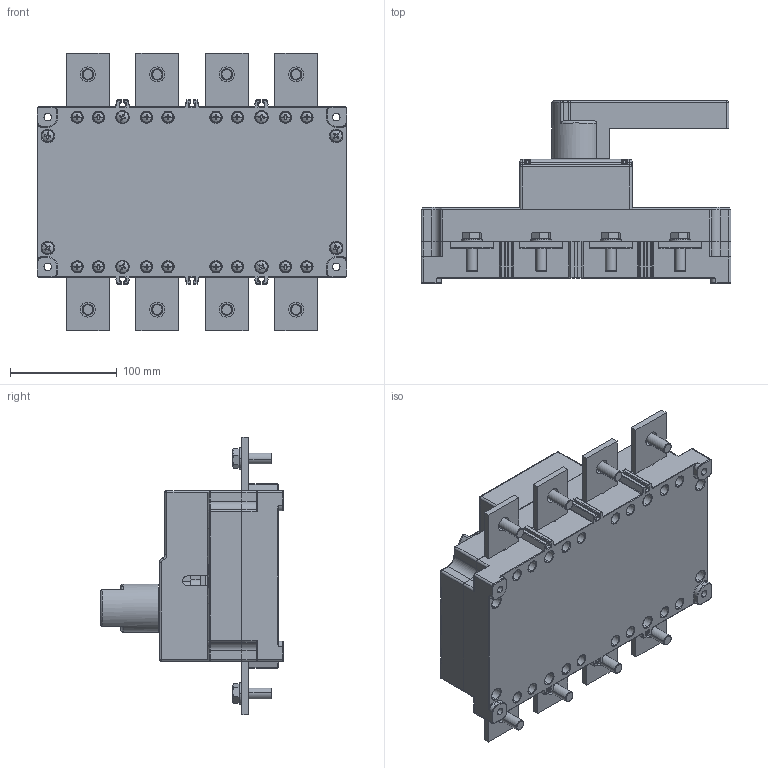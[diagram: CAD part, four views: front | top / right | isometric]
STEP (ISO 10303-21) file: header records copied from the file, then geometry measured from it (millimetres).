
FILE_DESCRIPTION((''),'2;1');
FILE_NAME('ASM0003_ASM','2025-08-29T10:49:03',('Administrator'),(''),'CREO PARAMETRIC BY PTC INC, 2021023','CREO PARAMETRIC BY PTC INC, 2021023','');
FILE_SCHEMA(('CONFIG_CONTROL_DESIGN'));
Products named in the file (30): PLAIN_WASHERS-N_SERIES-GR-114_1; PLAIN_WASHERS-N_SERIES-GR-314_1; CROSS_RECESSED_PAN_HEAD_SCREW_3; SPRING_LOCK_WASHERS--NORMAL_T_3; 63000_1_1_1_AF0; 63000_1_1_1_AF1; CROSS_RECESSED_PAN_HEAD_TAPPI_1; 63000_1_1_1_AF2; HEX_HEAD_BOLTS-FULL_THREAD_GR_1; 40000_1-9510_1_1_AF0; 40000_1-13307_1_1; 4000004_1_1_1; 63000_1_1_1_AF3; 300_1_1_1; 700_1_1_1; 100_1_1_1; 40000_ASM_1_ASM_1_1_ASM; 63000_1_1_1_AF4; 400-40_1_1_1_AF0; 63000_1_1_1_AF5; 4000_1_1_1; 63000_1_1_1_AF6; 63000_1_1_1_AF7; 40000_1-100853_1_1_AF0; 630-400_1-130649_1_1_AF0; HGL-630-4_1_ASM_1_ASM_1_1_AF0_ASM; SHOUBING_1_1_1_1_1; HGL-630-4_ASM_1_ASM_1_1_AF0_ASM; HGL-630-4B_ASM_1_1_AF0_ASM; ASM0003_ASM
Assembly tree (99 placements, depth 6):
  ASM0003_ASM
    HGL-630-4B_ASM_1_1_AF0_ASM
      HGL-630-4_ASM_1_ASM_1_1_AF0_ASM
        HGL-630-4_1_ASM_1_ASM_1_1_AF0_ASM
          PLAIN_WASHERS-N_SERIES-GR-114_1  x8
          PLAIN_WASHERS-N_SERIES-GR-314_1  x16
          CROSS_RECESSED_PAN_HEAD_SCREW_3  x16
          SPRING_LOCK_WASHERS--NORMAL_T_3  x16
          63000_1_1_1_AF0
          63000_1_1_1_AF1
          CROSS_RECESSED_PAN_HEAD_TAPPI_1  x12
          63000_1_1_1_AF2
          HEX_HEAD_BOLTS-FULL_THREAD_GR_1  x8
          40000_1-9510_1_1_AF0
          40000_1-13307_1_1
          4000004_1_1_1
          63000_1_1_1_AF3
          40000_ASM_1_ASM_1_1_ASM
            300_1_1_1
            700_1_1_1
            100_1_1_1
          63000_1_1_1_AF4
          400-40_1_1_1_AF0
          63000_1_1_1_AF5
          4000_1_1_1
          63000_1_1_1_AF6
          63000_1_1_1_AF7
          40000_1-100853_1_1_AF0
          630-400_1-130649_1_1_AF0
        SHOUBING_1_1_1_1_1
Bounding box: 290 x 171 x 260 mm (x, y, z)
Volume: 1519143.6 mm3; surface area: 580040.2 mm2
Topology: 95 solids, 95 shells, 3835 faces, 9735 edges, 6056 vertices
Faces by surface type: plane 1653, cylinder 1391, torus 259, sphere 154, bspline 151, cone 128, extrusion 99
Entity records: 109956 total; most frequent: CARTESIAN_POINT 41765, DIRECTION 14319, ORIENTED_EDGE 13982, EDGE_CURVE 6991, AXIS2_PLACEMENT_3D 5107, VERTEX_POINT 4366, VECTOR 4105, LINE 4006
